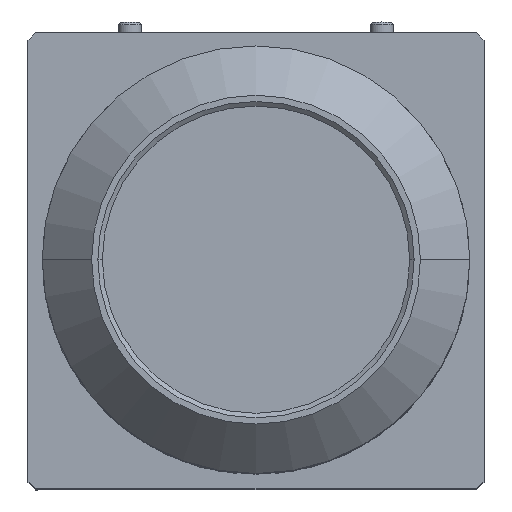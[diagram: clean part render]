
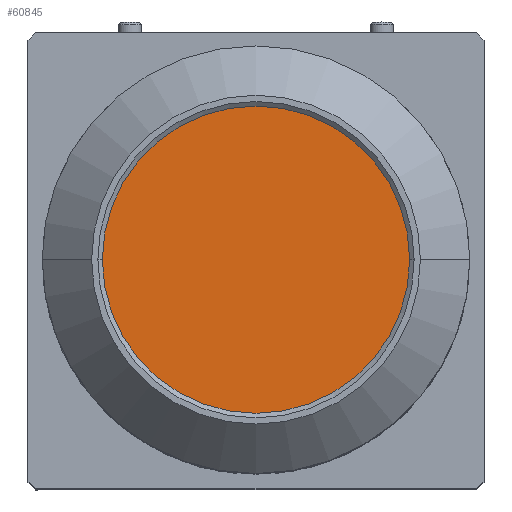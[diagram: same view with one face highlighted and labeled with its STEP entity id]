
A CAD part, top view. The second image highlights one B-rep face of the part: STEP entity #60845.
In plain terms, the highlighted planar face has unit normal (0, 0, 1).
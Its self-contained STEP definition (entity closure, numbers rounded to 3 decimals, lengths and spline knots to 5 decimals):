
#1110 = VERTEX_POINT ( 'NONE', #65819 ) ;
#3186 = FACE_OUTER_BOUND ( 'NONE', #43384, .T. ) ;
#14619 = DIRECTION ( 'NONE',  ( 0., 0., 1. ) ) ;
#18463 = AXIS2_PLACEMENT_3D ( 'NONE', #45250, #14619, #18663 ) ;
#18663 = DIRECTION ( 'NONE',  ( 1., 0., 0. ) ) ;
#19985 = EDGE_CURVE ( 'NONE', #21568, #1110, #57123, .T. ) ;
#20005 = DIRECTION ( 'NONE',  ( 1., 0., 0. ) ) ;
#21568 = VERTEX_POINT ( 'NONE', #46154 ) ;
#25711 = AXIS2_PLACEMENT_3D ( 'NONE', #48359, #38220, #54390 ) ;
#38220 = DIRECTION ( 'NONE',  ( 0., 0., 1. ) ) ;
#39225 = PLANE ( 'NONE',  #25711 ) ;
#40970 = AXIS2_PLACEMENT_3D ( 'NONE', #62107, #46946, #20005 ) ;
#43384 = EDGE_LOOP ( 'NONE', ( #55536, #62862 ) ) ;
#45250 = CARTESIAN_POINT ( 'NONE',  ( 0., 0., -0.01 ) ) ;
#46154 = CARTESIAN_POINT ( 'NONE',  ( -0.40418, 0., -0.01 ) ) ;
#46946 = DIRECTION ( 'NONE',  ( 0., 0., 1. ) ) ;
#48359 = CARTESIAN_POINT ( 'NONE',  ( 0., 0., -0.01 ) ) ;
#48561 = CIRCLE ( 'NONE', #18463, 0.40418 ) ;
#48766 = EDGE_CURVE ( 'NONE', #1110, #21568, #48561, .T. ) ;
#54390 = DIRECTION ( 'NONE',  ( 1., 0., 0. ) ) ;
#55536 = ORIENTED_EDGE ( 'NONE', *, *, #19985, .T. ) ;
#57123 = CIRCLE ( 'NONE', #40970, 0.40418 ) ;
#60845 = ADVANCED_FACE ( 'NONE', ( #3186 ), #39225, .T. ) ;
#62107 = CARTESIAN_POINT ( 'NONE',  ( 0., 0., -0.01 ) ) ;
#62862 = ORIENTED_EDGE ( 'NONE', *, *, #48766, .T. ) ;
#65819 = CARTESIAN_POINT ( 'NONE',  ( 0.40418, 0., -0.01 ) ) ;
